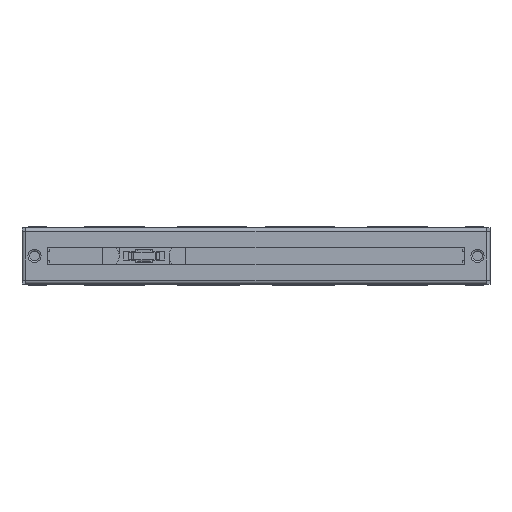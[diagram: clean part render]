
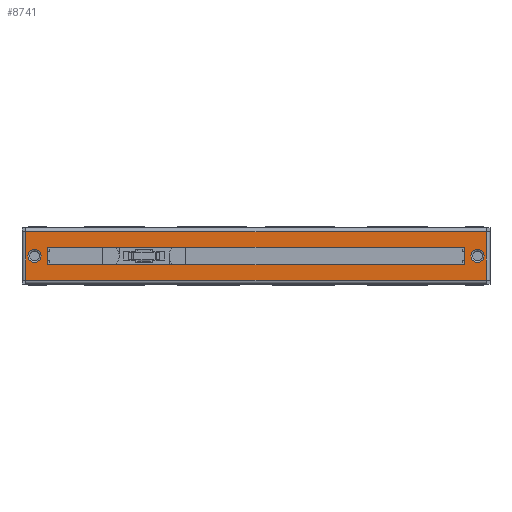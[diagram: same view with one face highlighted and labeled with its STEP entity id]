
A CAD part, top view. The second image highlights one B-rep face of the part: STEP entity #8741.
In plain terms, the highlighted planar face has unit normal (0, 0, 1).
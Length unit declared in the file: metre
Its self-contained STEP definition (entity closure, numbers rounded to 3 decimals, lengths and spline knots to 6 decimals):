
#230=CIRCLE('',#9370,0.00105);
#231=CIRCLE('',#9371,0.00105);
#1218=ORIENTED_EDGE('',*,*,#3360,.T.);
#1219=ORIENTED_EDGE('',*,*,#3361,.T.);
#1220=ORIENTED_EDGE('',*,*,#3353,.F.);
#1221=ORIENTED_EDGE('',*,*,#3355,.T.);
#1222=ORIENTED_EDGE('',*,*,#3347,.T.);
#1223=ORIENTED_EDGE('',*,*,#3350,.F.);
#1224=ORIENTED_EDGE('',*,*,#3362,.F.);
#1225=ORIENTED_EDGE('',*,*,#3363,.T.);
#1226=ORIENTED_EDGE('',*,*,#3364,.T.);
#1227=ORIENTED_EDGE('',*,*,#3365,.F.);
#3347=EDGE_CURVE('',#4471,#4473,#5365,.T.);
#3350=EDGE_CURVE('',#4475,#4473,#5368,.T.);
#3353=EDGE_CURVE('',#4477,#4475,#5371,.T.);
#3355=EDGE_CURVE('',#4477,#4471,#5373,.T.);
#3360=EDGE_CURVE('',#4482,#4482,#230,.F.);
#3361=EDGE_CURVE('',#4483,#4483,#231,.F.);
#3362=EDGE_CURVE('',#4484,#4485,#5374,.F.);
#3363=EDGE_CURVE('',#4484,#4486,#5375,.T.);
#3364=EDGE_CURVE('',#4486,#4487,#5376,.T.);
#3365=EDGE_CURVE('',#4485,#4487,#5377,.F.);
#4471=VERTEX_POINT('',#13188);
#4473=VERTEX_POINT('',#13192);
#4475=VERTEX_POINT('',#13198);
#4477=VERTEX_POINT('',#13204);
#4482=VERTEX_POINT('',#13221);
#4483=VERTEX_POINT('',#13223);
#4484=VERTEX_POINT('',#13225);
#4485=VERTEX_POINT('',#13226);
#4486=VERTEX_POINT('',#13228);
#4487=VERTEX_POINT('',#13230);
#5365=LINE('',#13193,#6437);
#5368=LINE('',#13199,#6440);
#5371=LINE('',#13205,#6443);
#5373=LINE('',#13208,#6445);
#5374=LINE('',#13224,#6446);
#5375=LINE('',#13227,#6447);
#5376=LINE('',#13229,#6448);
#5377=LINE('',#13231,#6449);
#6437=VECTOR('',#10649,1.);
#6440=VECTOR('',#10654,1.);
#6443=VECTOR('',#10659,1.);
#6445=VECTOR('',#10663,1.);
#6446=VECTOR('',#10682,1.);
#6447=VECTOR('',#10683,1.);
#6448=VECTOR('',#10684,1.);
#6449=VECTOR('',#10685,1.);
#7302=EDGE_LOOP('',(#1218));
#7303=EDGE_LOOP('',(#1219));
#7304=EDGE_LOOP('',(#1220,#1221,#1222,#1223));
#7305=EDGE_LOOP('',(#1224,#1225,#1226,#1227));
#7828=FACE_BOUND('',#7302,.T.);
#7829=FACE_BOUND('',#7303,.T.);
#7830=FACE_BOUND('',#7304,.T.);
#7831=FACE_BOUND('',#7305,.T.);
#8317=PLANE('',#9369);
#8741=ADVANCED_FACE('',(#7828,#7829,#7830,#7831),#8317,.T.);
#9369=AXIS2_PLACEMENT_3D('',#13219,#10676,#10677);
#9370=AXIS2_PLACEMENT_3D('',#13220,#10678,#10679);
#9371=AXIS2_PLACEMENT_3D('',#13222,#10680,#10681);
#10649=DIRECTION('',(-1.,0.,0.));
#10654=DIRECTION('',(0.,-1.,0.));
#10659=DIRECTION('',(-1.,0.,0.));
#10663=DIRECTION('',(0.,-1.,0.));
#10676=DIRECTION('',(0.,0.,1.));
#10677=DIRECTION('',(1.,0.,0.));
#10678=DIRECTION('',(0.,0.,1.));
#10679=DIRECTION('',(1.,0.,0.));
#10680=DIRECTION('',(0.,0.,1.));
#10681=DIRECTION('',(1.,0.,0.));
#10682=DIRECTION('',(0.,1.,0.));
#10683=DIRECTION('',(-1.,0.,0.));
#10684=DIRECTION('',(0.,-1.,0.));
#10685=DIRECTION('',(1.,0.,0.));
#13188=CARTESIAN_POINT('',(0.0334,-0.0014,0.0065));
#13192=CARTESIAN_POINT('',(-0.0334,-0.0014,0.0065));
#13193=CARTESIAN_POINT('',(0.,-0.0014,0.0065));
#13198=CARTESIAN_POINT('',(-0.0334,0.0014,0.0065));
#13199=CARTESIAN_POINT('',(-0.0334,0.,0.0065));
#13204=CARTESIAN_POINT('',(0.0334,0.0014,0.0065));
#13205=CARTESIAN_POINT('',(0.,0.0014,0.0065));
#13208=CARTESIAN_POINT('',(0.0334,0.,0.0065));
#13219=CARTESIAN_POINT('',(0.,0.,0.0065));
#13220=CARTESIAN_POINT('',(-0.0355,0.,0.0065));
#13221=CARTESIAN_POINT('',(-0.03445,0.,0.0065));
#13222=CARTESIAN_POINT('',(0.0355,0.,0.0065));
#13223=CARTESIAN_POINT('',(0.03655,0.,0.0065));
#13224=CARTESIAN_POINT('',(0.0369,0.,0.0065));
#13225=CARTESIAN_POINT('',(0.0369,0.0039,0.0065));
#13226=CARTESIAN_POINT('',(0.0369,-0.0039,0.0065));
#13227=CARTESIAN_POINT('',(0.,0.0039,0.0065));
#13228=CARTESIAN_POINT('',(-0.0369,0.0039,0.0065));
#13229=CARTESIAN_POINT('',(-0.0369,0.,0.0065));
#13230=CARTESIAN_POINT('',(-0.0369,-0.0039,0.0065));
#13231=CARTESIAN_POINT('',(0.,-0.0039,0.0065));
